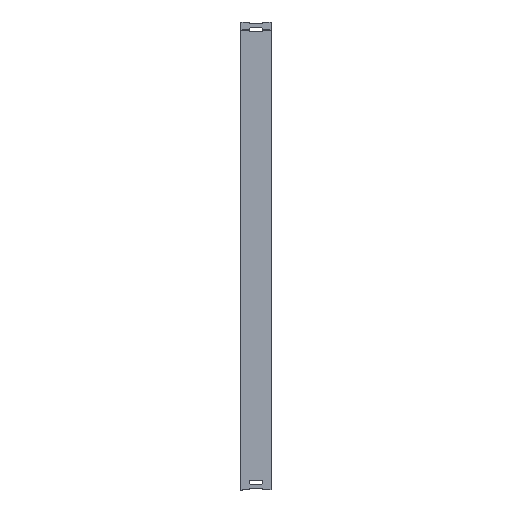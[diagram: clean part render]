
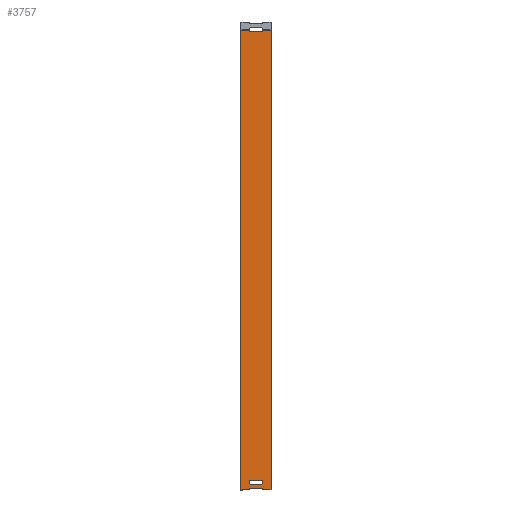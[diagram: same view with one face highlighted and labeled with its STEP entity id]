
A CAD part, front view. The second image highlights one B-rep face of the part: STEP entity #3757.
In plain terms, the highlighted planar face has unit normal (0, -1, 0).
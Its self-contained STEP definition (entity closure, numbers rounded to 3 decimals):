
#404=DIRECTION('',(0.,0.,1.));
#405=VECTOR('',#404,2995.555);
#406=CARTESIAN_POINT('',(-198.,0.,0.));
#407=LINE('',#406,#405);
#629=CARTESIAN_POINT('',(-60.,0.,2995.555));
#636=DIRECTION('',(0.,0.,1.));
#637=VECTOR('',#636,7.097);
#638=CARTESIAN_POINT('',(-60.,0.,2988.458));
#639=LINE('',#638,#637);
#743=DIRECTION('',(1.,0.,0.));
#744=VECTOR('',#743,76.);
#745=CARTESIAN_POINT('',(-138.,0.,63.542));
#746=LINE('',#745,#744);
#747=CARTESIAN_POINT('',(-62.,0.,2988.458));
#748=DIRECTION('',(0.,1.,0.));
#749=DIRECTION('',(1.,0.,0.));
#750=AXIS2_PLACEMENT_3D('',#747,#748,#749);
#752=DIRECTION('',(0.707,0.,-0.707));
#753=VECTOR('',#752,4.243);
#754=CARTESIAN_POINT('',(-60.,0.,3.));
#755=LINE('',#754,#753);
#756=CARTESIAN_POINT('',(-62.,0.,10.708));
#757=DIRECTION('',(0.,1.,0.));
#758=DIRECTION('',(0.,0.,1.));
#759=AXIS2_PLACEMENT_3D('',#756,#757,#758);
#761=CARTESIAN_POINT('',(-138.,0.,10.708));
#762=DIRECTION('',(0.,1.,0.));
#763=DIRECTION('',(-1.,0.,0.));
#764=AXIS2_PLACEMENT_3D('',#761,#762,#763);
#766=DIRECTION('',(0.707,0.,0.707));
#767=VECTOR('',#766,4.243);
#768=CARTESIAN_POINT('',(-143.,0.,0.));
#769=LINE('',#768,#767);
#770=CARTESIAN_POINT('',(-138.,0.,2988.458));
#771=DIRECTION('',(0.,1.,0.));
#772=DIRECTION('',(0.,0.,-1.));
#773=AXIS2_PLACEMENT_3D('',#770,#771,#772);
#775=CARTESIAN_POINT('',(-62.,0.,40.125));
#776=DIRECTION('',(0.,1.,0.));
#777=DIRECTION('',(1.,0.,0.));
#778=AXIS2_PLACEMENT_3D('',#775,#776,#777);
#780=CARTESIAN_POINT('',(-62.,0.,61.542));
#781=DIRECTION('',(0.,1.,0.));
#782=DIRECTION('',(0.,0.,1.));
#783=AXIS2_PLACEMENT_3D('',#780,#781,#782);
#785=CARTESIAN_POINT('',(-138.,0.,61.542));
#786=DIRECTION('',(0.,1.,0.));
#787=DIRECTION('',(-1.,0.,0.));
#788=AXIS2_PLACEMENT_3D('',#785,#786,#787);
#790=CARTESIAN_POINT('',(-138.,0.,40.125));
#791=DIRECTION('',(0.,1.,0.));
#792=DIRECTION('',(0.,0.,-1.));
#793=AXIS2_PLACEMENT_3D('',#790,#791,#792);
#795=DIRECTION('',(-1.,0.,0.));
#796=VECTOR('',#795,76.);
#797=CARTESIAN_POINT('',(-62.,0.,2986.458));
#798=LINE('',#797,#796);
#820=DIRECTION('',(0.,0.,-1.));
#821=VECTOR('',#820,7.097);
#822=CARTESIAN_POINT('',(-140.,0.,2995.555));
#823=LINE('',#822,#821);
#932=DIRECTION('',(1.,0.,0.));
#933=VECTOR('',#932,58.);
#934=CARTESIAN_POINT('',(-198.,0.,2995.555));
#935=LINE('',#934,#933);
#983=DIRECTION('',(1.,0.,0.));
#984=VECTOR('',#983,58.);
#985=CARTESIAN_POINT('',(-60.,0.,2995.555));
#986=LINE('',#985,#984);
#1477=DIRECTION('',(-1.,0.,0.));
#1478=VECTOR('',#1477,55.);
#1479=CARTESIAN_POINT('',(-2.,0.,0.));
#1480=LINE('',#1479,#1478);
#1514=DIRECTION('',(0.,0.,1.));
#1515=VECTOR('',#1514,7.708);
#1516=CARTESIAN_POINT('',(-60.,0.,3.));
#1517=LINE('',#1516,#1515);
#1526=DIRECTION('',(1.,0.,0.));
#1527=VECTOR('',#1526,76.);
#1528=CARTESIAN_POINT('',(-138.,0.,12.708));
#1529=LINE('',#1528,#1527);
#1538=DIRECTION('',(0.,0.,-1.));
#1539=VECTOR('',#1538,7.708);
#1540=CARTESIAN_POINT('',(-140.,0.,10.708));
#1541=LINE('',#1540,#1539);
#1558=DIRECTION('',(-1.,0.,0.));
#1559=VECTOR('',#1558,55.);
#1560=CARTESIAN_POINT('',(-143.,0.,0.));
#1561=LINE('',#1560,#1559);
#1566=DIRECTION('',(0.,0.,-1.));
#1567=VECTOR('',#1566,2995.555);
#1568=CARTESIAN_POINT('',(-2.,0.,
2995.555));
#1569=LINE('',#1568,#1567);
#1580=CARTESIAN_POINT('',(-2.,0.,
2995.555));
#1799=DIRECTION('',(-1.,0.,0.));
#1800=VECTOR('',#1799,76.);
#1801=CARTESIAN_POINT('',(-62.,0.,38.125));
#1802=LINE('',#1801,#1800);
#1811=DIRECTION('',(0.,0.,1.));
#1812=VECTOR('',#1811,21.417);
#1813=CARTESIAN_POINT('',(-60.,0.,40.125));
#1814=LINE('',#1813,#1812);
#1831=DIRECTION('',(0.,0.,-1.));
#1832=VECTOR('',#1831,21.417);
#1833=CARTESIAN_POINT('',(-140.,0.,61.542));
#1834=LINE('',#1833,#1832);
#2094=CARTESIAN_POINT('',(-198.,0.,0.));
#2096=VERTEX_POINT('',#2094);
#2154=CARTESIAN_POINT('',(-198.,0.,2995.555));
#2155=VERTEX_POINT('',#2154);
#2164=CARTESIAN_POINT('',(-143.,0.,0.));
#2166=VERTEX_POINT('',#2164);
#2222=CARTESIAN_POINT('',(-140.,0.,10.708));
#2223=CARTESIAN_POINT('',(-138.,0.,12.708));
#2224=VERTEX_POINT('',#2222);
#2225=VERTEX_POINT('',#2223);
#2226=CARTESIAN_POINT('',(-140.,0.,3.));
#2227=VERTEX_POINT('',#2226);
#2230=CARTESIAN_POINT('',(-140.,0.,2995.555));
#2231=VERTEX_POINT('',#2230);
#2236=CARTESIAN_POINT('',(-138.,0.,2986.458));
#2237=CARTESIAN_POINT('',(-140.,0.,2988.458));
#2238=VERTEX_POINT('',#2236);
#2239=VERTEX_POINT('',#2237);
#2240=CARTESIAN_POINT('',(-138.,0.,38.125));
#2241=CARTESIAN_POINT('',(-140.,0.,40.125));
#2242=VERTEX_POINT('',#2240);
#2243=VERTEX_POINT('',#2241);
#2246=CARTESIAN_POINT('',(-140.,0.,61.542));
#2247=VERTEX_POINT('',#2246);
#2248=CARTESIAN_POINT('',(-138.,0.,63.542));
#2249=VERTEX_POINT('',#2248);
#2410=VERTEX_POINT('',#1580);
#2426=CARTESIAN_POINT('',(-57.,0.,0.));
#2428=VERTEX_POINT('',#2426);
#2435=CARTESIAN_POINT('',(-2.,0.,0.));
#2437=VERTEX_POINT('',#2435);
#2460=VERTEX_POINT('',#629);
#2497=CARTESIAN_POINT('',(-62.,0.,12.708));
#2498=CARTESIAN_POINT('',(-60.,0.,10.708));
#2499=VERTEX_POINT('',#2497);
#2500=VERTEX_POINT('',#2498);
#2501=CARTESIAN_POINT('',(-62.,0.,63.542));
#2502=CARTESIAN_POINT('',(-60.,0.,61.542));
#2503=VERTEX_POINT('',#2501);
#2504=VERTEX_POINT('',#2502);
#2505=CARTESIAN_POINT('',(-60.,0.,40.125));
#2506=CARTESIAN_POINT('',(-62.,0.,38.125));
#2507=VERTEX_POINT('',#2505);
#2508=VERTEX_POINT('',#2506);
#2509=CARTESIAN_POINT('',(-60.,0.,2988.458));
#2510=CARTESIAN_POINT('',(-62.,0.,2986.458));
#2511=VERTEX_POINT('',#2509);
#2512=VERTEX_POINT('',#2510);
#2513=CARTESIAN_POINT('',(-60.,0.,3.));
#2514=VERTEX_POINT('',#2513);
#3699=CARTESIAN_POINT('',(0.,0.,3050.));
#3700=DIRECTION('',(0.,1.,0.));
#3701=DIRECTION('',(-1.,0.,0.));
#3702=AXIS2_PLACEMENT_3D('',#3699,#3700,#3701);
#3703=PLANE('',#3702);
#3705=ORIENTED_EDGE('',*,*,#3704,.F.);
#3707=ORIENTED_EDGE('',*,*,#3706,.F.);
#3708=ORIENTED_EDGE('',*,*,#3601,.T.);
#3710=ORIENTED_EDGE('',*,*,#3709,.T.);
#3712=ORIENTED_EDGE('',*,*,#3711,.T.);
#3714=ORIENTED_EDGE('',*,*,#3713,.T.);
#3716=ORIENTED_EDGE('',*,*,#3715,.F.);
#3718=ORIENTED_EDGE('',*,*,#3717,.T.);
#3720=ORIENTED_EDGE('',*,*,#3719,.F.);
#3722=ORIENTED_EDGE('',*,*,#3721,.F.);
#3724=ORIENTED_EDGE('',*,*,#3723,.F.);
#3726=ORIENTED_EDGE('',*,*,#3725,.T.);
#3728=ORIENTED_EDGE('',*,*,#3727,.F.);
#3730=ORIENTED_EDGE('',*,*,#3729,.T.);
#3731=ORIENTED_EDGE('',*,*,#3152,.T.);
#3733=ORIENTED_EDGE('',*,*,#3732,.T.);
#3735=ORIENTED_EDGE('',*,*,#3734,.T.);
#3737=ORIENTED_EDGE('',*,*,#3736,.F.);
#3738=EDGE_LOOP('',(#3705,#3707,#3708,#3710,#3712,#3714,#3716,#3718,#3720,#3722,
#3724,#3726,#3728,#3730,#3731,#3733,#3735,#3737));
#3739=FACE_OUTER_BOUND('',#3738,.F.);
#3741=ORIENTED_EDGE('',*,*,#3740,.F.);
#3743=ORIENTED_EDGE('',*,*,#3742,.F.);
#3745=ORIENTED_EDGE('',*,*,#3744,.T.);
#3747=ORIENTED_EDGE('',*,*,#3746,.F.);
#3748=ORIENTED_EDGE('',*,*,#3689,.F.);
#3750=ORIENTED_EDGE('',*,*,#3749,.F.);
#3752=ORIENTED_EDGE('',*,*,#3751,.T.);
#3754=ORIENTED_EDGE('',*,*,#3753,.F.);
#3755=EDGE_LOOP('',(#3741,#3743,#3745,#3747,#3748,#3750,#3752,#3754));
#3756=FACE_BOUND('',#3755,.F.);
#3757=ADVANCED_FACE('',(#3739,#3756),#3703,.F.);
#751=CIRCLE('',#750,2.);
#760=CIRCLE('',#759,2.);
#765=CIRCLE('',#764,2.);
#774=CIRCLE('',#773,2.);
#779=CIRCLE('',#778,2.);
#784=CIRCLE('',#783,2.);
#789=CIRCLE('',#788,2.);
#794=CIRCLE('',#793,2.);
#3152=EDGE_CURVE('',#2096,#2155,#407,.T.);
#3601=EDGE_CURVE('',#2511,#2460,#639,.T.);
#3689=EDGE_CURVE('',#2249,#2503,#746,.T.);
#3704=EDGE_CURVE('',#2512,#2238,#798,.T.);
#3706=EDGE_CURVE('',#2511,#2512,#751,.T.);
#3709=EDGE_CURVE('',#2460,#2410,#986,.T.);
#3711=EDGE_CURVE('',#2410,#2437,#1569,.T.);
#3713=EDGE_CURVE('',#2437,#2428,#1480,.T.);
#3715=EDGE_CURVE('',#2514,#2428,#755,.T.);
#3717=EDGE_CURVE('',#2514,#2500,#1517,.T.);
#3719=EDGE_CURVE('',#2499,#2500,#760,.T.);
#3721=EDGE_CURVE('',#2225,#2499,#1529,.T.);
#3723=EDGE_CURVE('',#2224,#2225,#765,.T.);
#3725=EDGE_CURVE('',#2224,#2227,#1541,.T.);
#3727=EDGE_CURVE('',#2166,#2227,#769,.T.);
#3729=EDGE_CURVE('',#2166,#2096,#1561,.T.);
#3732=EDGE_CURVE('',#2155,#2231,#935,.T.);
#3734=EDGE_CURVE('',#2231,#2239,#823,.T.);
#3736=EDGE_CURVE('',#2238,#2239,#774,.T.);
#3740=EDGE_CURVE('',#2508,#2242,#1802,.T.);
#3742=EDGE_CURVE('',#2507,#2508,#779,.T.);
#3744=EDGE_CURVE('',#2507,#2504,#1814,.T.);
#3746=EDGE_CURVE('',#2503,#2504,#784,.T.);
#3749=EDGE_CURVE('',#2247,#2249,#789,.T.);
#3751=EDGE_CURVE('',#2247,#2243,#1834,.T.);
#3753=EDGE_CURVE('',#2242,#2243,#794,.T.);
